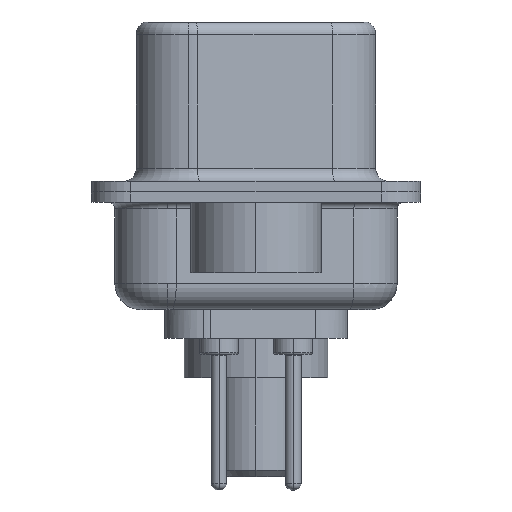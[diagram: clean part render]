
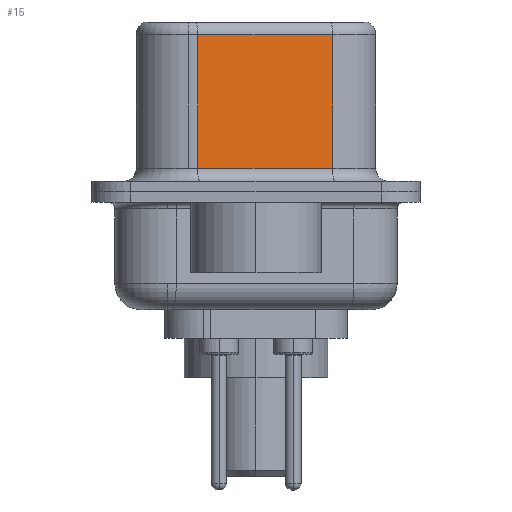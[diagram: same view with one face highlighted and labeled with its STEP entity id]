
A CAD part, left-side view. The second image highlights one B-rep face of the part: STEP entity #15.
In plain terms, the highlighted planar face has unit normal (-0.985, -0.174, 0).
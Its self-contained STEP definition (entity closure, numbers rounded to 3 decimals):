
#15 = ADVANCED_FACE ( 'NONE', ( #16128 ), #8957, .F. ) ;
#291 = DIRECTION ( 'NONE',  ( -0.174, 0.985, 0. ) ) ;
#1388 = CARTESIAN_POINT ( 'NONE',  ( 4.565, -2.927, 6.02 ) ) ;
#1579 = DIRECTION ( 'NONE',  ( 0., 0., -1. ) ) ;
#1626 = DIRECTION ( 'NONE',  ( 0.174, -0.985, 0. ) ) ;
#1627 = VERTEX_POINT ( 'NONE', #7021 ) ;
#2656 = EDGE_CURVE ( 'NONE', #15543, #1627, #9062, .T. ) ;
#4029 = VERTEX_POINT ( 'NONE', #8077 ) ;
#4717 = EDGE_CURVE ( 'NONE', #4029, #10743, #17370, .T. ) ;
#4827 = CARTESIAN_POINT ( 'NONE',  ( 4.565, -2.927, 0.9 ) ) ;
#5393 = ORIENTED_EDGE ( 'NONE', *, *, #8799, .T. ) ;
#6317 = EDGE_CURVE ( 'NONE', #4029, #15543, #14666, .T. ) ;
#7021 = CARTESIAN_POINT ( 'NONE',  ( 3.655, 2.233, 0.9 ) ) ;
#8077 = CARTESIAN_POINT ( 'NONE',  ( 4.565, -2.927, 6.02 ) ) ;
#8767 = VECTOR ( 'NONE', #1579, 1000. ) ;
#8799 = EDGE_CURVE ( 'NONE', #1627, #10743, #12465, .T. ) ;
#8895 = DIRECTION ( 'NONE',  ( 0.985, 0.174, 0. ) ) ;
#8957 = PLANE ( 'NONE',  #17780 ) ;
#9062 = LINE ( 'NONE', #14864, #12657 ) ;
#10573 = ORIENTED_EDGE ( 'NONE', *, *, #2656, .T. ) ;
#10618 = VECTOR ( 'NONE', #12056, 1000. ) ;
#10743 = VERTEX_POINT ( 'NONE', #4827 ) ;
#10791 = CARTESIAN_POINT ( 'NONE',  ( 4.565, -2.927, 6.52 ) ) ;
#12056 = DIRECTION ( 'NONE',  ( -0.174, 0.985, 0. ) ) ;
#12238 = CARTESIAN_POINT ( 'NONE',  ( 4.565, -2.927, 0.9 ) ) ;
#12465 = LINE ( 'NONE', #12238, #16052 ) ;
#12657 = VECTOR ( 'NONE', #16049, 1000. ) ;
#14666 = LINE ( 'NONE', #1388, #10618 ) ;
#14864 = CARTESIAN_POINT ( 'NONE',  ( 3.655, 2.233, 6.52 ) ) ;
#15543 = VERTEX_POINT ( 'NONE', #16899 ) ;
#16049 = DIRECTION ( 'NONE',  ( 0., 0., -1. ) ) ;
#16052 = VECTOR ( 'NONE', #1626, 1000. ) ;
#16128 = FACE_OUTER_BOUND ( 'NONE', #17582, .T. ) ;
#16899 = CARTESIAN_POINT ( 'NONE',  ( 3.655, 2.233, 6.02 ) ) ;
#16910 = ORIENTED_EDGE ( 'NONE', *, *, #6317, .T. ) ;
#17370 = LINE ( 'NONE', #18573, #8767 ) ;
#17582 = EDGE_LOOP ( 'NONE', ( #18213, #16910, #10573, #5393 ) ) ;
#17780 = AXIS2_PLACEMENT_3D ( 'NONE', #10791, #8895, #291 ) ;
#18213 = ORIENTED_EDGE ( 'NONE', *, *, #4717, .F. ) ;
#18573 = CARTESIAN_POINT ( 'NONE',  ( 4.565, -2.927, 6.52 ) ) ;
